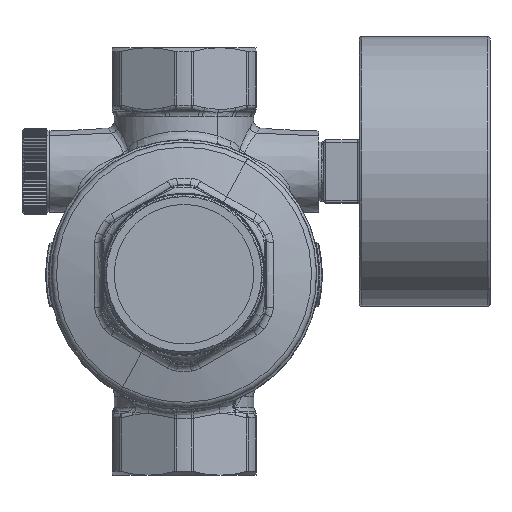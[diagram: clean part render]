
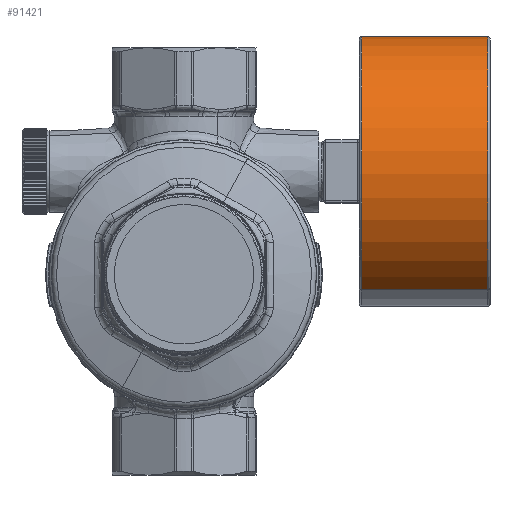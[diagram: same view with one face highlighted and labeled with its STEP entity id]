
A CAD part, top view. The second image highlights one B-rep face of the part: STEP entity #91421.
In plain terms, the highlighted cylindrical face has radius 30 mm (diameter 60 mm), a partial arc.
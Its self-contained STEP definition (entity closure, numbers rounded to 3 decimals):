
#91309=CARTESIAN_POINT('Vertex',(39.5,49.327,-14.383)) ;
#91316=CARTESIAN_POINT('Vertex',(39.5,-3.327,14.383)) ;
#91336=CARTESIAN_POINT('Axis2P3D Location',(39.5,23.,0.)) ;
#91348=CARTESIAN_POINT('Axis2P3D Location',(43.5,23.,0.)) ;
#91353=CARTESIAN_POINT('Line Origine',(53.,49.327,-14.383)) ;
#91357=CARTESIAN_POINT('Vertex',(67.5,49.327,-14.383)) ;
#91364=CARTESIAN_POINT('Vertex',(67.5,-3.327,14.383)) ;
#91367=CARTESIAN_POINT('Line Origine',(53.,-3.327,14.383)) ;
#91410=CARTESIAN_POINT('Axis2P3D Location',(67.5,23.,0.)) ;
#91355=VECTOR('Line Direction',#91354,1.) ;
#91369=VECTOR('Line Direction',#91368,1.) ;
#91337=DIRECTION('Axis2P3D Direction',(-1.,-0.,0.)) ;
#91349=DIRECTION('Axis2P3D Direction',(-1.,0.,0.)) ;
#91350=DIRECTION('Axis2P3D XDirection',(0.,-0.878,0.479)) ;
#91354=DIRECTION('Vector Direction',(-1.,0.,0.)) ;
#91368=DIRECTION('Vector Direction',(-1.,0.,0.)) ;
#91411=DIRECTION('Axis2P3D Direction',(-1.,0.,0.)) ;
#91338=AXIS2_PLACEMENT_3D('Circle Axis2P3D',#91336,#91337,$) ;
#91351=AXIS2_PLACEMENT_3D('Cylinder Axis2P3D',#91348,#91349,#91350) ;
#91412=AXIS2_PLACEMENT_3D('Circle Axis2P3D',#91410,#91411,$) ;
#91356=LINE('Line',#91353,#91355) ;
#91370=LINE('Line',#91367,#91369) ;
#91339=CIRCLE('generated circle',#91338,30.) ;
#91413=CIRCLE('generated circle',#91412,30.) ;
#91352=CYLINDRICAL_SURFACE('generated cylinder',#91351,30.) ;
#91340=EDGE_CURVE('',#91317,#91310,#91339,.T.) ;
#91359=EDGE_CURVE('',#91310,#91358,#91356,.F.) ;
#91371=EDGE_CURVE('',#91317,#91365,#91370,.F.) ;
#91414=EDGE_CURVE('',#91365,#91358,#91413,.T.) ;
#91416=ORIENTED_EDGE('',*,*,#91371,.T.) ;
#91417=ORIENTED_EDGE('',*,*,#91414,.T.) ;
#91418=ORIENTED_EDGE('',*,*,#91359,.F.) ;
#91419=ORIENTED_EDGE('',*,*,#91340,.F.) ;
#91415=EDGE_LOOP('',(#91416,#91417,#91418,#91419)) ;
#91310=VERTEX_POINT('',#91309) ;
#91317=VERTEX_POINT('',#91316) ;
#91358=VERTEX_POINT('',#91357) ;
#91365=VERTEX_POINT('',#91364) ;
#91421=ADVANCED_FACE('536251-TST',(#91420),#91352,.T.) ;
#91420=FACE_OUTER_BOUND('',#91415,.T.) ;
